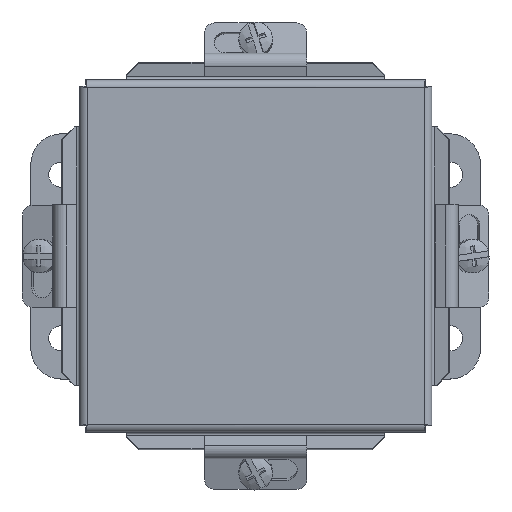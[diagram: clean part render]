
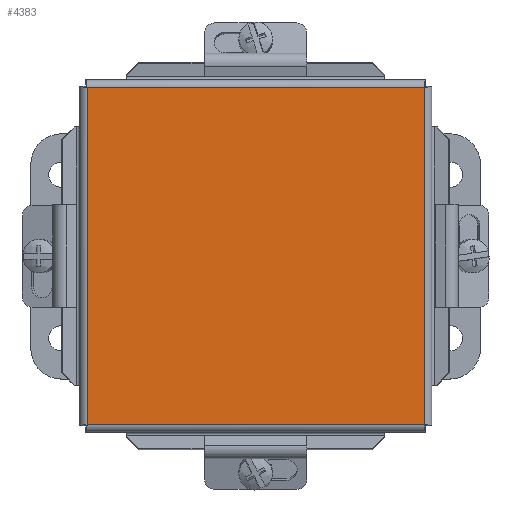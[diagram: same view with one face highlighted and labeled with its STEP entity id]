
A CAD part, top view. The second image highlights one B-rep face of the part: STEP entity #4383.
In plain terms, the highlighted face is planar.
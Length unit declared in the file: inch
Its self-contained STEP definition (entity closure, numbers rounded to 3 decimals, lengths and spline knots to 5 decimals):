
#170 = FACE_OUTER_BOUND ( 'NONE', #2813, .T. ) ;
#639 = AXIS2_PLACEMENT_3D ( 'NONE', #2042, #8998, #3003 ) ;
#995 = PLANE ( 'NONE',  #639 ) ;
#1285 = CARTESIAN_POINT ( 'NONE',  ( 4.21625, 0.09375, 0. ) ) ;
#1762 = VECTOR ( 'NONE', #3819, 39.37008 ) ;
#2042 = CARTESIAN_POINT ( 'NONE',  ( 2.155, 2.155, 0. ) ) ;
#2576 = CARTESIAN_POINT ( 'NONE',  ( 0.09375, 4.21625, 0. ) ) ;
#2729 = VECTOR ( 'NONE', #11587, 39.37008 ) ;
#2813 = EDGE_LOOP ( 'NONE', ( #11591, #7515, #5983, #5210 ) ) ;
#3003 = DIRECTION ( 'NONE',  ( 1., 0., 0. ) ) ;
#3819 = DIRECTION ( 'NONE',  ( 0., -1., 0. ) ) ;
#3833 = EDGE_CURVE ( 'NONE', #6147, #9988, #9134, .T. ) ;
#3996 = LINE ( 'NONE', #2576, #2729 ) ;
#4383 = ADVANCED_FACE ( 'NONE', ( #170 ), #995, .F. ) ;
#4766 = EDGE_CURVE ( 'NONE', #9988, #6079, #7617, .T. ) ;
#4832 = CARTESIAN_POINT ( 'NONE',  ( 4.21625, 4.21625, 0. ) ) ;
#5068 = VERTEX_POINT ( 'NONE', #4832 ) ;
#5210 = ORIENTED_EDGE ( 'NONE', *, *, #5277, .T. ) ;
#5277 = EDGE_CURVE ( 'NONE', #6079, #5068, #3996, .T. ) ;
#5595 = CARTESIAN_POINT ( 'NONE',  ( 0.09375, 0.09375, 0. ) ) ;
#5670 = CARTESIAN_POINT ( 'NONE',  ( 0.09375, 4.21625, 0. ) ) ;
#5717 = DIRECTION ( 'NONE',  ( -1., 0., 0. ) ) ;
#5983 = ORIENTED_EDGE ( 'NONE', *, *, #4766, .T. ) ;
#6079 = VERTEX_POINT ( 'NONE', #5670 ) ;
#6147 = VERTEX_POINT ( 'NONE', #12839 ) ;
#6496 = DIRECTION ( 'NONE',  ( 0., 1., 0. ) ) ;
#7515 = ORIENTED_EDGE ( 'NONE', *, *, #3833, .T. ) ;
#7617 = LINE ( 'NONE', #11529, #12922 ) ;
#8998 = DIRECTION ( 'NONE',  ( 0., 0., 1. ) ) ;
#9134 = LINE ( 'NONE', #1285, #11487 ) ;
#9720 = LINE ( 'NONE', #11940, #1762 ) ;
#9988 = VERTEX_POINT ( 'NONE', #5595 ) ;
#10161 = EDGE_CURVE ( 'NONE', #5068, #6147, #9720, .T. ) ;
#11487 = VECTOR ( 'NONE', #5717, 39.37008 ) ;
#11529 = CARTESIAN_POINT ( 'NONE',  ( 0.09375, 0.09375, 0. ) ) ;
#11587 = DIRECTION ( 'NONE',  ( 1., 0., 0. ) ) ;
#11591 = ORIENTED_EDGE ( 'NONE', *, *, #10161, .T. ) ;
#11940 = CARTESIAN_POINT ( 'NONE',  ( 4.21625, 4.21625, 0. ) ) ;
#12839 = CARTESIAN_POINT ( 'NONE',  ( 4.21625, 0.09375, 0. ) ) ;
#12922 = VECTOR ( 'NONE', #6496, 39.37008 ) ;
